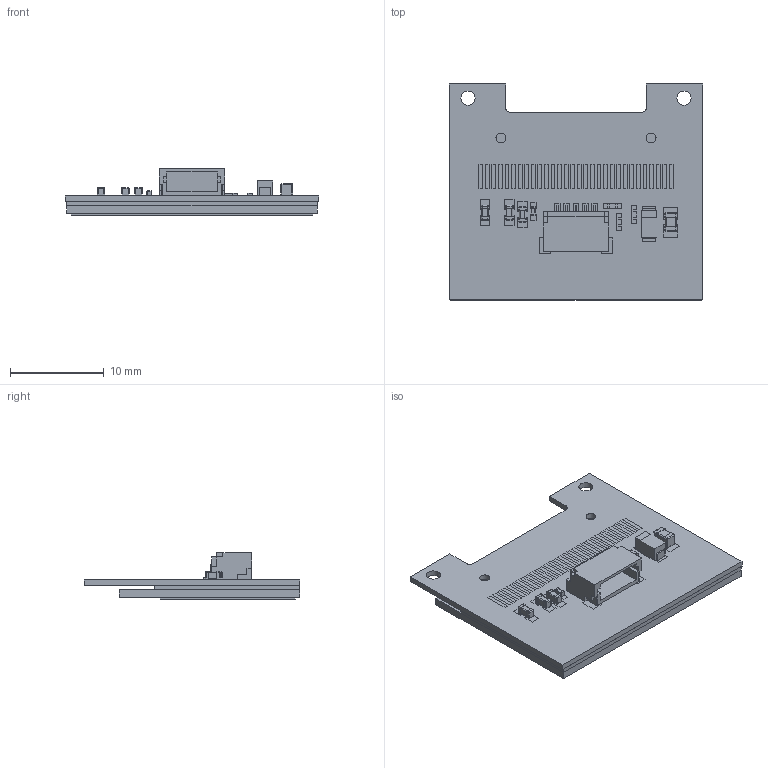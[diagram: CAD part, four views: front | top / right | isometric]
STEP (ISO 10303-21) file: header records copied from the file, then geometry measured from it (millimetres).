
FILE_DESCRIPTION(('FreeCAD Model'),'2;1');
FILE_NAME('Wireling_096OLED_AST1032_REV1-STEP.step','2020-08-10T12:12:06',(''),(''), 'Open CASCADE STEP processor 7.4','FreeCAD','Unknown');
FILE_SCHEMA(('AUTOMOTIVE_DESIGN { 1 0 10303 214 1 1 1 1 }'));
Length unit declared in the file: millimetre
Products named in the file (1): Wireling_096OLED_AST1032_REV1-STEP
Bounding box: 27 x 23 x 4.94 mm (x, y, z)
Volume: 1077.1 mm3; surface area: 2741.9 mm2
Topology: 86 solids, 86 shells, 789 faces, 2358 edges, 2280 vertices
Faces by surface type: plane 639, cylinder 110, sphere 40
Full cylindrical faces by diameter (mm): 1.052 x2, 1.502 x2
Entity records: 55094 total; most frequent: CARTESIAN_POINT 10104, DIRECTION 7408, LINE 4830, VECTOR 4830, ORIENTED_EDGE 3420, PCURVE 3420, DEFINITIONAL_REPRESENTATION 3420, EDGE_CURVE 1710
